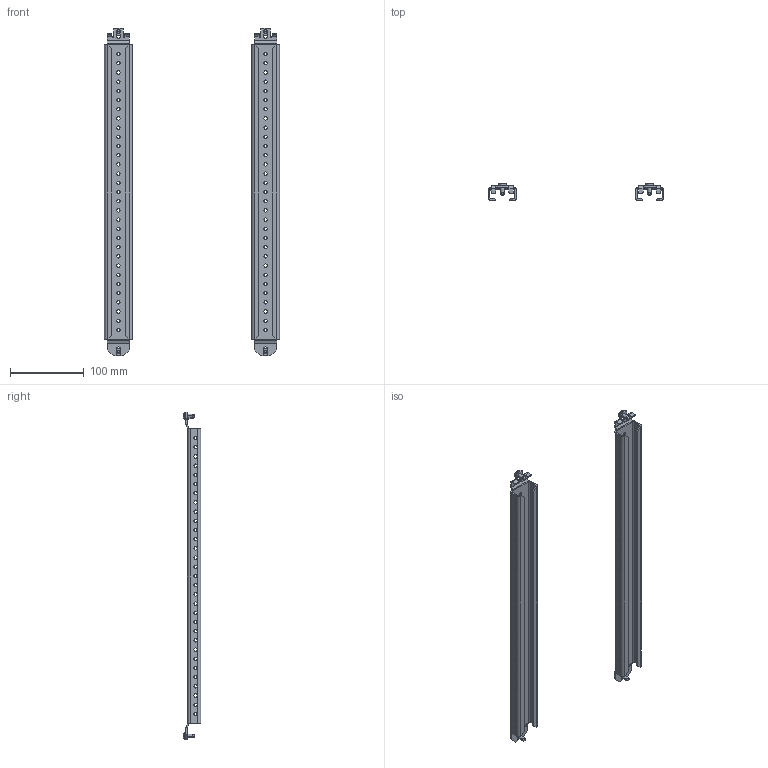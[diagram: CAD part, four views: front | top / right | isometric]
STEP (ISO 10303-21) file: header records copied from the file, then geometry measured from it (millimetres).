
FILE_DESCRIPTION (( 'STEP AP203' ), '1' );
FILE_NAME ('UR14550005050 Ðåéêà ìîíòàæíàÿ îñíîâàíèå øêàôà RS52 00.50 (2øò) (000.801.461-05).STEP', '2022-04-18T07:57:32', ( '' ), ( '' ), 'SwSTEP 2.0', 'SolidWorks 2017', '' );
FILE_SCHEMA (( 'CONFIG_CONTROL_DESIGN' ));
Length unit declared in the file: millimetre
Products named in the file (3): UR14550005050 Ðåéêà ìîíòàæíàÿ îñíîâàíèå øêàôà RS52 00.50 (2øò) (000.801.461-05); 025-257 Øèíà ìîíòàæíàÿ 18õ38_05 (00.50); Âèíò DIN 7500 C TORX_Œ5å12
Assembly tree (6 placements, depth 2):
  UR14550005050 Ðåéêà ìîíòàæíàÿ îñíîâàíèå øêàôà RS52 00.50 (2øò) (000.801.461-05)
    025-257 Øèíà ìîíòàæíàÿ 18õ38_05 (00.50)  x2
    Âèíò DIN 7500 C TORX_Œ5å12  x4
Bounding box: 238 x 23.69 x 445.5 mm (x, y, z)
Volume: 129476 mm3; surface area: 139333.5 mm2
Topology: 6 solids, 6 shells, 772 faces, 2100 edges, 1344 vertices
Faces by surface type: cylinder 506, plane 242, cone 16, sphere 8
Entity records: 11889 total; most frequent: DIRECTION 2097, CARTESIAN_POINT 2012, ORIENTED_EDGE 1876, EDGE_CURVE 938, AXIS2_PLACEMENT_3D 829, VERTEX_POINT 598, EDGE_LOOP 534, CIRCLE 475
